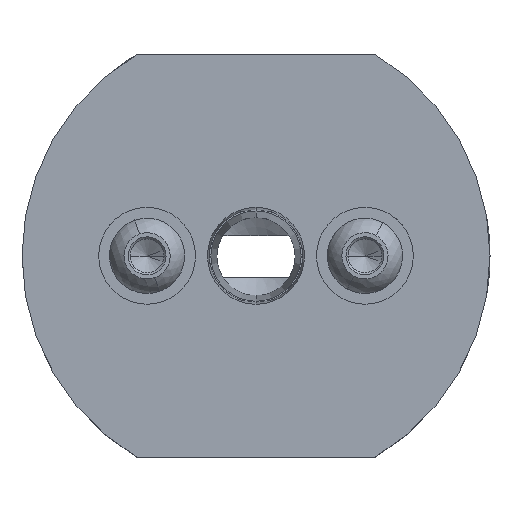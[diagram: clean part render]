
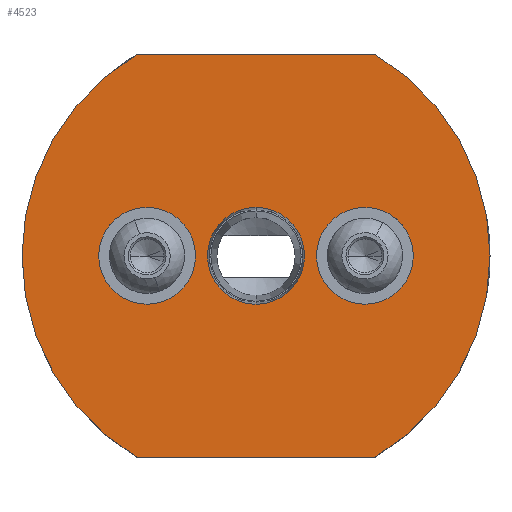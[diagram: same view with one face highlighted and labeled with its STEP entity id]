
A CAD part, top view. The second image highlights one B-rep face of the part: STEP entity #4523.
In plain terms, the highlighted planar face has unit normal (0, 0, 1).
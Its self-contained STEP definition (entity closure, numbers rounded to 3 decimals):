
#47 = EDGE_CURVE ( 'NONE', #3005, #3730, #5095, .T. ) ;
#57 = CARTESIAN_POINT ( 'NONE',  ( -14.697, 25., 71. ) ) ;
#169 = EDGE_CURVE ( 'NONE', #3863, #1681, #4201, .T. ) ;
#176 = FACE_BOUND ( 'NONE', #1439, .T. ) ;
#207 = CARTESIAN_POINT ( 'NONE',  ( 14.697, 25., 71. ) ) ;
#259 = AXIS2_PLACEMENT_3D ( 'NONE', #3275, #2656, #497 ) ;
#308 = AXIS2_PLACEMENT_3D ( 'NONE', #3446, #2892, #2233 ) ;
#369 = DIRECTION ( 'NONE',  ( 0., 0., 1. ) ) ;
#497 = DIRECTION ( 'NONE',  ( 1., 0., 0. ) ) ;
#516 = ORIENTED_EDGE ( 'NONE', *, *, #2093, .F. ) ;
#524 = ORIENTED_EDGE ( 'NONE', *, *, #647, .T. ) ;
#619 = DIRECTION ( 'NONE',  ( 1., 0., 0. ) ) ;
#647 = EDGE_CURVE ( 'NONE', #5811, #3005, #6743, .T. ) ;
#900 = EDGE_CURVE ( 'NONE', #1127, #3662, #6390, .T. ) ;
#969 = CIRCLE ( 'NONE', #259, 6. ) ;
#1020 = AXIS2_PLACEMENT_3D ( 'NONE', #4305, #6400, #3744 ) ;
#1127 = VERTEX_POINT ( 'NONE', #1652 ) ;
#1137 = CARTESIAN_POINT ( 'NONE',  ( 0., 6.008, 71. ) ) ;
#1148 = AXIS2_PLACEMENT_3D ( 'NONE', #3589, #369, #1454 ) ;
#1157 = CARTESIAN_POINT ( 'NONE',  ( 0., 0., 71. ) ) ;
#1227 = VERTEX_POINT ( 'NONE', #1810 ) ;
#1278 = ORIENTED_EDGE ( 'NONE', *, *, #1657, .F. ) ;
#1319 = DIRECTION ( 'NONE',  ( -1., 0., 0. ) ) ;
#1384 = VERTEX_POINT ( 'NONE', #3761 ) ;
#1439 = EDGE_LOOP ( 'NONE', ( #4314, #3345 ) ) ;
#1454 = DIRECTION ( 'NONE',  ( 1., 0., 0. ) ) ;
#1652 = CARTESIAN_POINT ( 'NONE',  ( 7.5, 0., 71. ) ) ;
#1657 = EDGE_CURVE ( 'NONE', #1227, #5285, #4603, .T. ) ;
#1668 = DIRECTION ( 'NONE',  ( 0., 0., 1. ) ) ;
#1681 = VERTEX_POINT ( 'NONE', #4924 ) ;
#1749 = DIRECTION ( 'NONE',  ( 0., 0., 1. ) ) ;
#1794 = CARTESIAN_POINT ( 'NONE',  ( 0., 0., 71. ) ) ;
#1810 = CARTESIAN_POINT ( 'NONE',  ( -7.5, 0., 71. ) ) ;
#1813 = EDGE_CURVE ( 'NONE', #1681, #3863, #3859, .T. ) ;
#1820 = ORIENTED_EDGE ( 'NONE', *, *, #47, .T. ) ;
#2093 = EDGE_CURVE ( 'NONE', #3662, #1127, #2223, .T. ) ;
#2115 = FACE_BOUND ( 'NONE', #5656, .T. ) ;
#2139 = EDGE_CURVE ( 'NONE', #5285, #1227, #969, .T. ) ;
#2223 = CIRCLE ( 'NONE', #1020, 6. ) ;
#2233 = DIRECTION ( 'NONE',  ( 1., 0., 0. ) ) ;
#2399 = DIRECTION ( 'NONE',  ( 0., 0., 1. ) ) ;
#2405 = VERTEX_POINT ( 'NONE', #3523 ) ;
#2458 = CARTESIAN_POINT ( 'NONE',  ( -29., 0., 71. ) ) ;
#2469 = VECTOR ( 'NONE', #1319, 1000. ) ;
#2528 = CARTESIAN_POINT ( 'NONE',  ( 0., 0., 71. ) ) ;
#2581 = DIRECTION ( 'NONE',  ( -1., 0., 0. ) ) ;
#2630 = FACE_BOUND ( 'NONE', #3603, .T. ) ;
#2636 = CARTESIAN_POINT ( 'NONE',  ( -19.5, 0., 71. ) ) ;
#2656 = DIRECTION ( 'NONE',  ( 0., 0., 1. ) ) ;
#2728 = AXIS2_PLACEMENT_3D ( 'NONE', #1157, #1668, #619 ) ;
#2877 = EDGE_LOOP ( 'NONE', ( #1820, #6533, #3527, #4266, #524 ) ) ;
#2892 = DIRECTION ( 'NONE',  ( 0., 0., 1. ) ) ;
#2921 = DIRECTION ( 'NONE',  ( 1., 0., 0. ) ) ;
#2969 = VECTOR ( 'NONE', #2581, 1000. ) ;
#3005 = VERTEX_POINT ( 'NONE', #57 ) ;
#3037 = AXIS2_PLACEMENT_3D ( 'NONE', #5698, #3629, #5101 ) ;
#3088 = ORIENTED_EDGE ( 'NONE', *, *, #900, .F. ) ;
#3150 = AXIS2_PLACEMENT_3D ( 'NONE', #1794, #2399, #2921 ) ;
#3275 = CARTESIAN_POINT ( 'NONE',  ( -13.5, 0., 71. ) ) ;
#3345 = ORIENTED_EDGE ( 'NONE', *, *, #169, .F. ) ;
#3392 = LINE ( 'NONE', #4645, #2969 ) ;
#3446 = CARTESIAN_POINT ( 'NONE',  ( 0., 0., 71. ) ) ;
#3523 = CARTESIAN_POINT ( 'NONE',  ( 14.697, -25., 71. ) ) ;
#3527 = ORIENTED_EDGE ( 'NONE', *, *, #4106, .F. ) ;
#3589 = CARTESIAN_POINT ( 'NONE',  ( 0., 0., 71. ) ) ;
#3603 = EDGE_LOOP ( 'NONE', ( #1278, #3828 ) ) ;
#3629 = DIRECTION ( 'NONE',  ( 0., 0., 1. ) ) ;
#3662 = VERTEX_POINT ( 'NONE', #6137 ) ;
#3730 = VERTEX_POINT ( 'NONE', #2458 ) ;
#3744 = DIRECTION ( 'NONE',  ( 1., 0., 0. ) ) ;
#3757 = CARTESIAN_POINT ( 'NONE',  ( 0., 0., 71. ) ) ;
#3761 = CARTESIAN_POINT ( 'NONE',  ( -14.697, -25., 71. ) ) ;
#3824 = AXIS2_PLACEMENT_3D ( 'NONE', #2528, #5176, #5124 ) ;
#3828 = ORIENTED_EDGE ( 'NONE', *, *, #2139, .F. ) ;
#3859 = CIRCLE ( 'NONE', #1148, 6.008 ) ;
#3863 = VERTEX_POINT ( 'NONE', #1137 ) ;
#3912 = EDGE_CURVE ( 'NONE', #2405, #5811, #5247, .T. ) ;
#4024 = FACE_OUTER_BOUND ( 'NONE', #2877, .T. ) ;
#4106 = EDGE_CURVE ( 'NONE', #2405, #1384, #3392, .T. ) ;
#4201 = CIRCLE ( 'NONE', #2728, 6.008 ) ;
#4266 = ORIENTED_EDGE ( 'NONE', *, *, #3912, .T. ) ;
#4305 = CARTESIAN_POINT ( 'NONE',  ( 13.5, 0., 71. ) ) ;
#4314 = ORIENTED_EDGE ( 'NONE', *, *, #1813, .F. ) ;
#4440 = CARTESIAN_POINT ( 'NONE',  ( -13.5, 0., 71. ) ) ;
#4523 = ADVANCED_FACE ( 'NONE', ( #2115, #2630, #176, #4024 ), #5191, .T. ) ;
#4603 = CIRCLE ( 'NONE', #5098, 6. ) ;
#4645 = CARTESIAN_POINT ( 'NONE',  ( 14.697, -25., 71. ) ) ;
#4924 = CARTESIAN_POINT ( 'NONE',  ( 0., -6.008, 71. ) ) ;
#4935 = EDGE_CURVE ( 'NONE', #3730, #1384, #6641, .T. ) ;
#4968 = DIRECTION ( 'NONE',  ( 1., 0., 0. ) ) ;
#5095 = CIRCLE ( 'NONE', #3824, 29. ) ;
#5098 = AXIS2_PLACEMENT_3D ( 'NONE', #4440, #1749, #4968 ) ;
#5101 = DIRECTION ( 'NONE',  ( 1., 0., 0. ) ) ;
#5124 = DIRECTION ( 'NONE',  ( 1., 0., 0. ) ) ;
#5176 = DIRECTION ( 'NONE',  ( 0., 0., 1. ) ) ;
#5191 = PLANE ( 'NONE',  #6320 ) ;
#5247 = CIRCLE ( 'NONE', #3150, 29. ) ;
#5285 = VERTEX_POINT ( 'NONE', #2636 ) ;
#5533 = CARTESIAN_POINT ( 'NONE',  ( 14.697, 25., 71. ) ) ;
#5656 = EDGE_LOOP ( 'NONE', ( #516, #3088 ) ) ;
#5698 = CARTESIAN_POINT ( 'NONE',  ( 13.5, 0., 71. ) ) ;
#5811 = VERTEX_POINT ( 'NONE', #207 ) ;
#5846 = DIRECTION ( 'NONE',  ( 1., 0., 0. ) ) ;
#6137 = CARTESIAN_POINT ( 'NONE',  ( 19.5, 0., 71. ) ) ;
#6320 = AXIS2_PLACEMENT_3D ( 'NONE', #3757, #6964, #5846 ) ;
#6390 = CIRCLE ( 'NONE', #3037, 6. ) ;
#6400 = DIRECTION ( 'NONE',  ( 0., 0., 1. ) ) ;
#6533 = ORIENTED_EDGE ( 'NONE', *, *, #4935, .T. ) ;
#6641 = CIRCLE ( 'NONE', #308, 29. ) ;
#6743 = LINE ( 'NONE', #5533, #2469 ) ;
#6964 = DIRECTION ( 'NONE',  ( 0., 0., 1. ) ) ;
